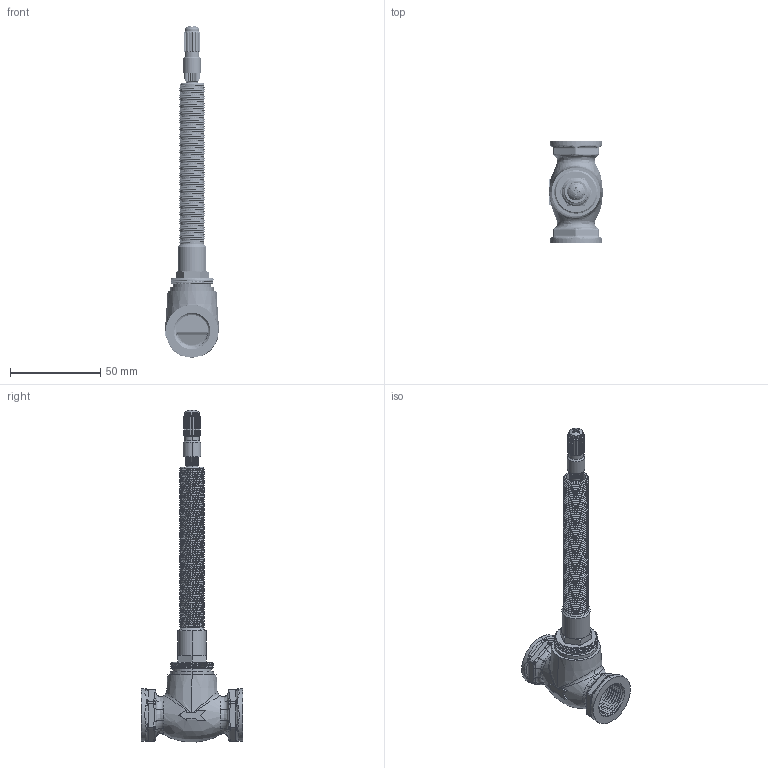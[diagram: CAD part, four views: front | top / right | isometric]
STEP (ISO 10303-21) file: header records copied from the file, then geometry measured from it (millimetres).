
FILE_DESCRIPTION((''),'2;1');
FILE_NAME('1-606H_ASM','2016-09-08T',('rsmith'),(''),'PRO/ENGINEER BY PARAMETRIC TECHNOLOGY CORPORATION, 2013150','PRO/ENGINEER BY PARAMETRIC TECHNOLOGY CORPORATION, 2013150','');
FILE_SCHEMA(('CONFIG_CONTROL_DESIGN'));
Products named in the file (7): 1-148; 10489; 12062; 92850; 1-511_ASM; 10566; 1-606H_ASM
Assembly tree (6 placements, depth 3):
  1-606H_ASM
    1-511_ASM
      1-148
      10489
      12062
      92850
    10566
Bounding box: 29.89 x 56 x 183.6 mm (x, y, z)
Volume: 38007.5 mm3; surface area: 36318.3 mm2
Topology: 5 solids, 7 shells, 2011 faces, 5554 edges, 3567 vertices
Faces by surface type: cylinder 941, plane 591, bspline 339, cone 84, torus 40, sphere 16
Entity records: 129710 total; most frequent: CARTESIAN_POINT 83648, ORIENTED_EDGE 11104, DIRECTION 7491, EDGE_CURVE 5552, VERTEX_POINT 3567, AXIS2_PLACEMENT_3D 2798, B_SPLINE_CURVE_WITH_KNOTS 2550, EDGE_LOOP 2039
